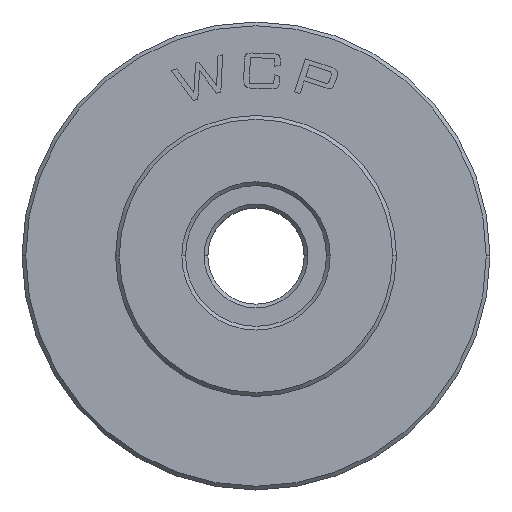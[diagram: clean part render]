
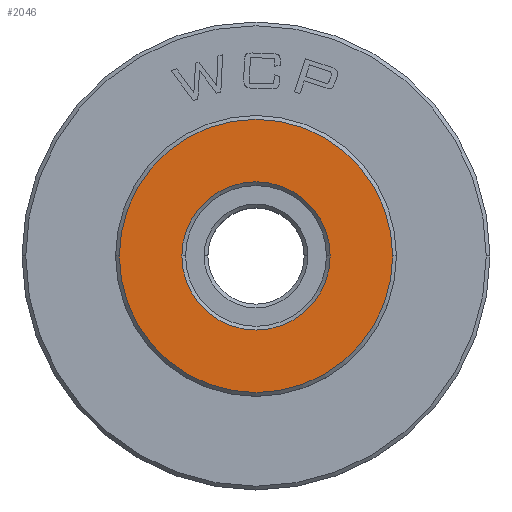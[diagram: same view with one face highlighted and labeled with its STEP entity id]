
A CAD part, top view. The second image highlights one B-rep face of the part: STEP entity #2046.
In plain terms, the highlighted planar face has unit normal (0, 0, 1).
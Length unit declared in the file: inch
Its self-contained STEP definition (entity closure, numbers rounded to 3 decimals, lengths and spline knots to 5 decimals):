
#142 = CARTESIAN_POINT ( 'NONE',  ( 0., 0., 0.3125 ) ) ;
#175 = DIRECTION ( 'NONE',  ( 0., 0., 1. ) ) ;
#177 = EDGE_LOOP ( 'NONE', ( #2170, #2969 ) ) ;
#208 = FACE_OUTER_BOUND ( 'NONE', #177, .T. ) ;
#241 = CIRCLE ( 'NONE', #2047, 0.365 ) ;
#246 = DIRECTION ( 'NONE',  ( 1., 0., 0. ) ) ;
#265 = VERTEX_POINT ( 'NONE', #2652 ) ;
#400 = DIRECTION ( 'NONE',  ( 0., 0., 1. ) ) ;
#456 = AXIS2_PLACEMENT_3D ( 'NONE', #2041, #2291, #2541 ) ;
#546 = DIRECTION ( 'NONE',  ( 1., 0., 0. ) ) ;
#938 = EDGE_CURVE ( 'NONE', #265, #1747, #1931, .T. ) ;
#963 = EDGE_LOOP ( 'NONE', ( #1064, #1012 ) ) ;
#983 = DIRECTION ( 'NONE',  ( 0., 0., -1. ) ) ;
#1012 = ORIENTED_EDGE ( 'NONE', *, *, #3121, .T. ) ;
#1064 = ORIENTED_EDGE ( 'NONE', *, *, #938, .T. ) ;
#1109 = VERTEX_POINT ( 'NONE', #2855 ) ;
#1172 = CIRCLE ( 'NONE', #456, 0.198 ) ;
#1181 = FACE_BOUND ( 'NONE', #963, .T. ) ;
#1270 = CARTESIAN_POINT ( 'NONE',  ( 0., 0., 0.3125 ) ) ;
#1341 = CARTESIAN_POINT ( 'NONE',  ( -0.198, 0., 0.3125 ) ) ;
#1399 = PLANE ( 'NONE',  #2637 ) ;
#1511 = AXIS2_PLACEMENT_3D ( 'NONE', #1923, #983, #246 ) ;
#1574 = EDGE_CURVE ( 'NONE', #1109, #1748, #241, .T. ) ;
#1644 = DIRECTION ( 'NONE',  ( 1., 0., 0. ) ) ;
#1706 = CARTESIAN_POINT ( 'NONE',  ( 0.365, 0., 0.3125 ) ) ;
#1747 = VERTEX_POINT ( 'NONE', #1341 ) ;
#1748 = VERTEX_POINT ( 'NONE', #1706 ) ;
#1775 = DIRECTION ( 'NONE',  ( 0., 0., 1. ) ) ;
#1900 = AXIS2_PLACEMENT_3D ( 'NONE', #142, #400, #1644 ) ;
#1923 = CARTESIAN_POINT ( 'NONE',  ( 0., 0., 0.3125 ) ) ;
#1931 = CIRCLE ( 'NONE', #1511, 0.198 ) ;
#2041 = CARTESIAN_POINT ( 'NONE',  ( 0., 0., 0.3125 ) ) ;
#2046 = ADVANCED_FACE ( 'NONE', ( #208, #1181 ), #1399, .T. ) ;
#2047 = AXIS2_PLACEMENT_3D ( 'NONE', #1270, #1775, #546 ) ;
#2057 = CIRCLE ( 'NONE', #1900, 0.365 ) ;
#2170 = ORIENTED_EDGE ( 'NONE', *, *, #1574, .T. ) ;
#2291 = DIRECTION ( 'NONE',  ( 0., 0., -1. ) ) ;
#2409 = DIRECTION ( 'NONE',  ( 1., 0., 0. ) ) ;
#2541 = DIRECTION ( 'NONE',  ( 1., 0., 0. ) ) ;
#2637 = AXIS2_PLACEMENT_3D ( 'NONE', #3165, #175, #2409 ) ;
#2652 = CARTESIAN_POINT ( 'NONE',  ( 0.198, 0., 0.3125 ) ) ;
#2756 = EDGE_CURVE ( 'NONE', #1748, #1109, #2057, .T. ) ;
#2855 = CARTESIAN_POINT ( 'NONE',  ( -0.365, 0., 0.3125 ) ) ;
#2969 = ORIENTED_EDGE ( 'NONE', *, *, #2756, .T. ) ;
#3121 = EDGE_CURVE ( 'NONE', #1747, #265, #1172, .T. ) ;
#3165 = CARTESIAN_POINT ( 'NONE',  ( 0., 0., 0.3125 ) ) ;
